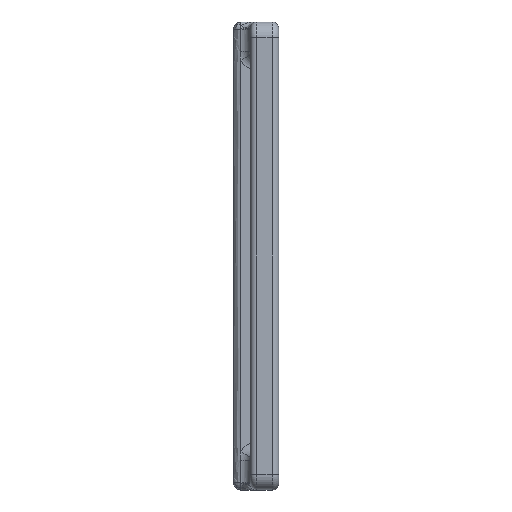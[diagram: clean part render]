
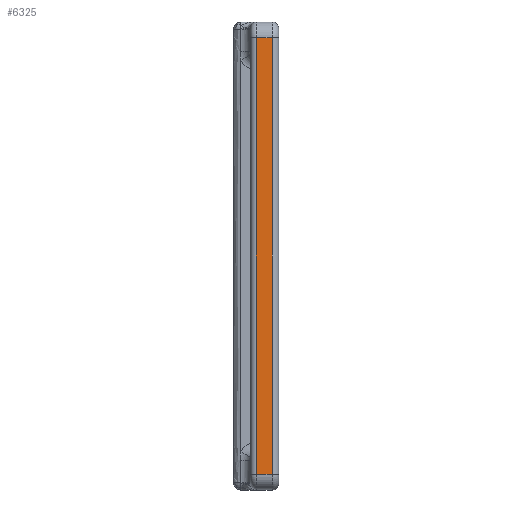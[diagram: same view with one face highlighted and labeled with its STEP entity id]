
A CAD part, left-side view. The second image highlights one B-rep face of the part: STEP entity #6325.
In plain terms, the highlighted planar face has unit normal (-1, 0, 0).
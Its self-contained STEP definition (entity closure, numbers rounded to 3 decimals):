
#571 = EDGE_CURVE ( 'NONE', #4854, #6481, #4846, .T. ) ;
#1500 = AXIS2_PLACEMENT_3D ( 'NONE', #22850, #16885, #8867 ) ;
#2915 = CARTESIAN_POINT ( 'NONE',  ( -16.35, 3.6, -13.46 ) ) ;
#3237 = LINE ( 'NONE', #11257, #23980 ) ;
#3525 = EDGE_CURVE ( 'NONE', #6481, #25427, #17648, .T. ) ;
#3667 = DIRECTION ( 'NONE',  ( 0., 0., 1. ) ) ;
#4365 = VERTEX_POINT ( 'NONE', #15413 ) ;
#4846 = LINE ( 'NONE', #2915, #17680 ) ;
#4854 = VERTEX_POINT ( 'NONE', #5164 ) ;
#4876 = EDGE_LOOP ( 'NONE', ( #11742, #10916, #13778, #9131 ) ) ;
#5164 = CARTESIAN_POINT ( 'NONE',  ( -16.35, 2.8, -13.46 ) ) ;
#5435 = LINE ( 'NONE', #21116, #10681 ) ;
#6325 = ADVANCED_FACE ( 'NONE', ( #6910 ), #20776, .T. ) ;
#6481 = VERTEX_POINT ( 'NONE', #7544 ) ;
#6910 = FACE_OUTER_BOUND ( 'NONE', #4876, .T. ) ;
#7544 = CARTESIAN_POINT ( 'NONE',  ( -16.35, 0.8, -13.46 ) ) ;
#8867 = DIRECTION ( 'NONE',  ( 0., 0., 1. ) ) ;
#9131 = ORIENTED_EDGE ( 'NONE', *, *, #21169, .T. ) ;
#10681 = VECTOR ( 'NONE', #11133, 1000. ) ;
#10916 = ORIENTED_EDGE ( 'NONE', *, *, #571, .T. ) ;
#11133 = DIRECTION ( 'NONE',  ( 0., 1., 0. ) ) ;
#11257 = CARTESIAN_POINT ( 'NONE',  ( -16.35, 2.8, -15.46 ) ) ;
#11742 = ORIENTED_EDGE ( 'NONE', *, *, #19908, .T. ) ;
#12747 = DIRECTION ( 'NONE',  ( 0., -1., 0. ) ) ;
#13778 = ORIENTED_EDGE ( 'NONE', *, *, #3525, .T. ) ;
#14192 = CARTESIAN_POINT ( 'NONE',  ( -16.35, 0.8, 41.56 ) ) ;
#15413 = CARTESIAN_POINT ( 'NONE',  ( -16.35, 2.8, 41.56 ) ) ;
#16885 = DIRECTION ( 'NONE',  ( -1., 0., 0. ) ) ;
#17648 = LINE ( 'NONE', #21273, #22785 ) ;
#17680 = VECTOR ( 'NONE', #12747, 1000. ) ;
#19166 = DIRECTION ( 'NONE',  ( 0., 0., -1. ) ) ;
#19908 = EDGE_CURVE ( 'NONE', #4365, #4854, #3237, .T. ) ;
#20776 = PLANE ( 'NONE',  #1500 ) ;
#21116 = CARTESIAN_POINT ( 'NONE',  ( -16.35, 2.8, 41.56 ) ) ;
#21169 = EDGE_CURVE ( 'NONE', #25427, #4365, #5435, .T. ) ;
#21273 = CARTESIAN_POINT ( 'NONE',  ( -16.35, 0.8, 43.56 ) ) ;
#22785 = VECTOR ( 'NONE', #3667, 1000. ) ;
#22850 = CARTESIAN_POINT ( 'NONE',  ( -16.35, 3.6, 0. ) ) ;
#23980 = VECTOR ( 'NONE', #19166, 1000. ) ;
#25427 = VERTEX_POINT ( 'NONE', #14192 ) ;
